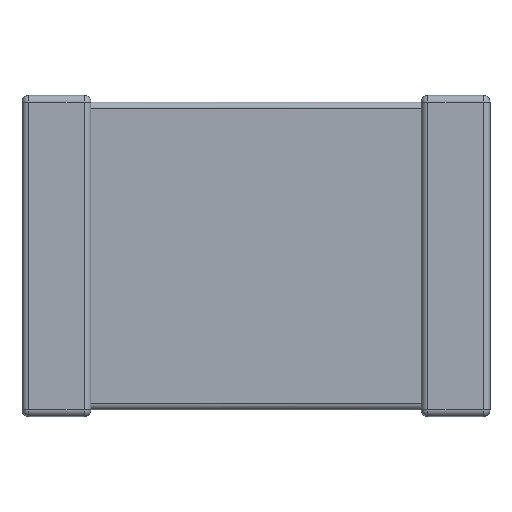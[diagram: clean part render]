
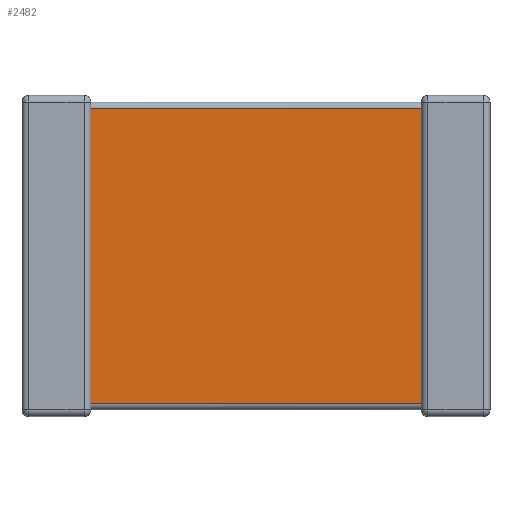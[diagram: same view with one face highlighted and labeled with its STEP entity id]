
A CAD part, front view. The second image highlights one B-rep face of the part: STEP entity #2482.
In plain terms, the highlighted planar face has unit normal (0, -1, 0).
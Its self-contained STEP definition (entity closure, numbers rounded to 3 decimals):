
#104 = VERTEX_POINT ( 'NONE', #3067 ) ;
#335 = VECTOR ( 'NONE', #3125, 1000. ) ;
#387 = LINE ( 'NONE', #2399, #335 ) ;
#647 = EDGE_CURVE ( 'NONE', #104, #4406, #4478, .T. ) ;
#821 = CARTESIAN_POINT ( 'NONE',  ( 0.75, 0.073, -3.5 ) ) ;
#901 = VECTOR ( 'NONE', #3426, 1000. ) ;
#910 = CARTESIAN_POINT ( 'NONE',  ( 4.35, 0.073, -3.5 ) ) ;
#920 = CARTESIAN_POINT ( 'NONE',  ( 0.75, 0.073, -3.354 ) ) ;
#929 = ORIENTED_EDGE ( 'NONE', *, *, #2262, .T. ) ;
#937 = FACE_OUTER_BOUND ( 'NONE', #3777, .T. ) ;
#958 = EDGE_CURVE ( 'NONE', #3638, #4406, #2886, .T. ) ;
#1011 = LINE ( 'NONE', #910, #2846 ) ;
#1156 = ORIENTED_EDGE ( 'NONE', *, *, #647, .T. ) ;
#1164 = DIRECTION ( 'NONE',  ( 0., 0., -1. ) ) ;
#1179 = CARTESIAN_POINT ( 'NONE',  ( 4.35, 0.073, -3.354 ) ) ;
#1560 = PLANE ( 'NONE',  #2591 ) ;
#1601 = VERTEX_POINT ( 'NONE', #1179 ) ;
#1632 = CARTESIAN_POINT ( 'NONE',  ( 0.75, 0.073, -0.146 ) ) ;
#2200 = VECTOR ( 'NONE', #3703, 1000. ) ;
#2233 = CARTESIAN_POINT ( 'NONE',  ( 0.75, 0.073, -3.5 ) ) ;
#2262 = EDGE_CURVE ( 'NONE', #3638, #1601, #387, .T. ) ;
#2300 = DIRECTION ( 'NONE',  ( 0., 0., 1. ) ) ;
#2399 = CARTESIAN_POINT ( 'NONE',  ( 4.35, 0.073, -3.354 ) ) ;
#2482 = ADVANCED_FACE ( 'NONE', ( #937 ), #1560, .T. ) ;
#2591 = AXIS2_PLACEMENT_3D ( 'NONE', #2233, #4448, #1164 ) ;
#2846 = VECTOR ( 'NONE', #2300, 1000. ) ;
#2886 = LINE ( 'NONE', #821, #2200 ) ;
#3067 = CARTESIAN_POINT ( 'NONE',  ( 4.35, 0.073, -0.146 ) ) ;
#3125 = DIRECTION ( 'NONE',  ( 1., 0., 0. ) ) ;
#3426 = DIRECTION ( 'NONE',  ( -1., 0., 0. ) ) ;
#3638 = VERTEX_POINT ( 'NONE', #920 ) ;
#3703 = DIRECTION ( 'NONE',  ( 0., 0., 1. ) ) ;
#3777 = EDGE_LOOP ( 'NONE', ( #4612, #929, #4312, #1156 ) ) ;
#4135 = EDGE_CURVE ( 'NONE', #1601, #104, #1011, .T. ) ;
#4312 = ORIENTED_EDGE ( 'NONE', *, *, #4135, .T. ) ;
#4406 = VERTEX_POINT ( 'NONE', #4463 ) ;
#4448 = DIRECTION ( 'NONE',  ( 0., -1., 0. ) ) ;
#4463 = CARTESIAN_POINT ( 'NONE',  ( 0.75, 0.073, -0.146 ) ) ;
#4478 = LINE ( 'NONE', #1632, #901 ) ;
#4612 = ORIENTED_EDGE ( 'NONE', *, *, #958, .F. ) ;
